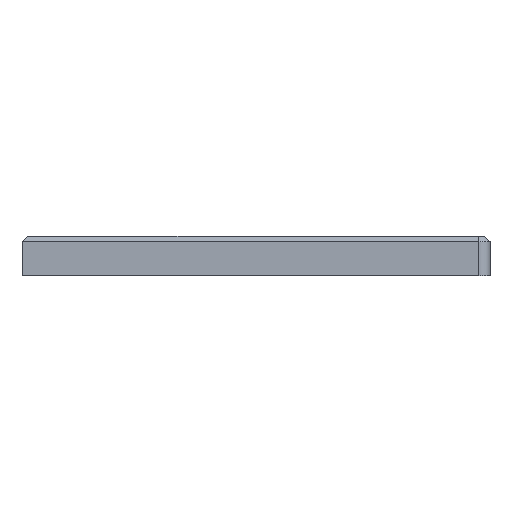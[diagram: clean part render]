
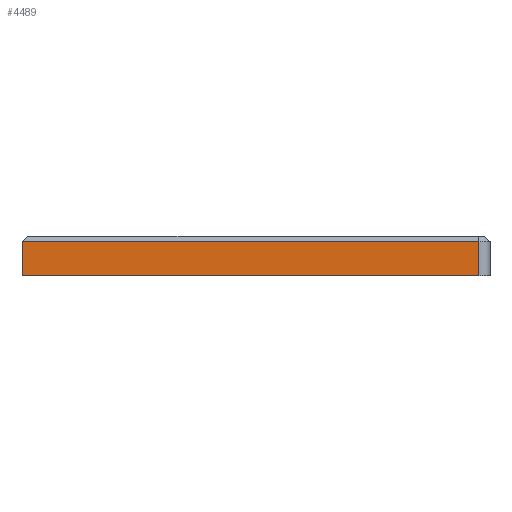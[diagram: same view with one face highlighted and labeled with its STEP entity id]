
A CAD part, left-side view. The second image highlights one B-rep face of the part: STEP entity #4489.
In plain terms, the highlighted planar face has unit normal (-1, 0, 0).
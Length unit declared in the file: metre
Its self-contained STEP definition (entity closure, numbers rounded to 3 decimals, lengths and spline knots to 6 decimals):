
#194=PLANE('',#5139);
#1197=ORIENTED_EDGE('',*,*,#1869,.T.);
#1198=ORIENTED_EDGE('',*,*,#2141,.T.);
#1199=ORIENTED_EDGE('',*,*,#2142,.F.);
#1200=ORIENTED_EDGE('',*,*,#2090,.F.);
#1869=EDGE_CURVE('',#2384,#2383,#2668,.T.);
#2090=EDGE_CURVE('',#2384,#2582,#2723,.T.);
#2141=EDGE_CURVE('',#2383,#2623,#2735,.T.);
#2142=EDGE_CURVE('',#2582,#2623,#2736,.T.);
#2383=VERTEX_POINT('',#7172);
#2384=VERTEX_POINT('',#7174);
#2582=VERTEX_POINT('',#7604);
#2623=VERTEX_POINT('',#7745);
#2668=LINE('',#7173,#2810);
#2723=LINE('',#7603,#2865);
#2735=LINE('',#7744,#2877);
#2736=LINE('',#7746,#2878);
#2810=VECTOR('',#5737,1.);
#2865=VECTOR('',#6146,1.);
#2877=VECTOR('',#6334,1.);
#2878=VECTOR('',#6335,1.);
#3314=EDGE_LOOP('',(#1197,#1198,#1199,#1200));
#4044=FACE_BOUND('',#3314,.T.);
#4489=ADVANCED_FACE('',(#4044),#194,.T.);
#5139=AXIS2_PLACEMENT_3D('',#7743,#6332,#6333);
#5737=DIRECTION('',(0.,0.,1.));
#6146=DIRECTION('',(0.,1.,0.));
#6332=DIRECTION('',(-1.,0.,0.));
#6333=DIRECTION('',(0.,0.,1.));
#6334=DIRECTION('',(0.,1.,0.));
#6335=DIRECTION('',(0.,0.,1.));
#7172=CARTESIAN_POINT('',(-0.089259,-0.055026,0.));
#7173=CARTESIAN_POINT('',(-0.089259,-0.055026,-0.012002));
#7174=CARTESIAN_POINT('',(-0.089259,-0.055026,-0.012));
#7603=CARTESIAN_POINT('',(-0.089259,0.022974,-0.012));
#7604=CARTESIAN_POINT('',(-0.089259,0.104974,-0.012));
#7743=CARTESIAN_POINT('',(-0.089259,0.022974,-0.012002));
#7744=CARTESIAN_POINT('',(-0.089259,0.022974,0.));
#7745=CARTESIAN_POINT('',(-0.089259,0.104974,0.));
#7746=CARTESIAN_POINT('',(-0.089259,0.104974,-0.012002));
